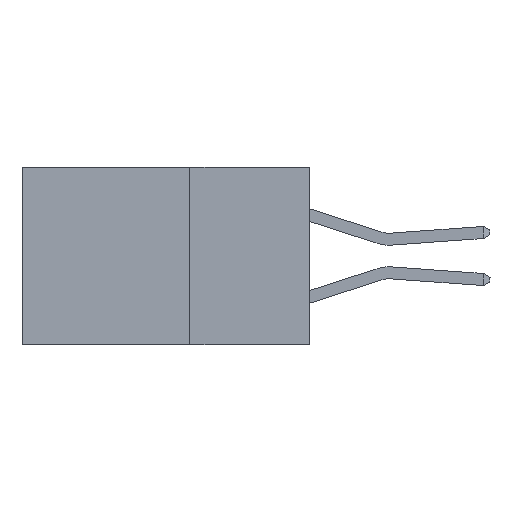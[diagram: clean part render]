
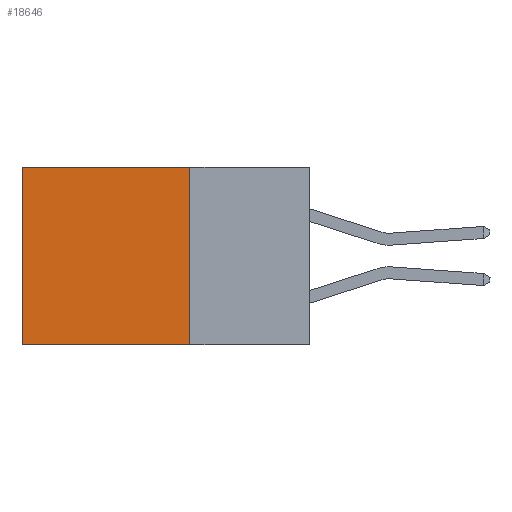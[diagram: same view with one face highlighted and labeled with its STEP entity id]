
A CAD part, left-side view. The second image highlights one B-rep face of the part: STEP entity #18646.
In plain terms, the highlighted planar face has unit normal (-1, 0, 0).
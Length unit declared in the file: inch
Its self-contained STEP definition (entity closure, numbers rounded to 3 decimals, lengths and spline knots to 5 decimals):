
#349 = ORIENTED_EDGE ( 'NONE', *, *, #2556, .F. ) ;
#434 = CARTESIAN_POINT ( 'NONE',  ( 0.298, 0.25, -0.37 ) ) ;
#798 = LINE ( 'NONE', #21906, #4241 ) ;
#803 = VECTOR ( 'NONE', #3781, 39.37008 ) ;
#1709 = CARTESIAN_POINT ( 'NONE',  ( 0.298, 0.25, 0. ) ) ;
#2245 = VECTOR ( 'NONE', #22138, 39.37008 ) ;
#2556 = EDGE_CURVE ( 'NONE', #14754, #14287, #17150, .T. ) ;
#2847 = ORIENTED_EDGE ( 'NONE', *, *, #18371, .T. ) ;
#3781 = DIRECTION ( 'NONE',  ( 0., 1., 0. ) ) ;
#4241 = VECTOR ( 'NONE', #21748, 39.37008 ) ;
#5136 = EDGE_CURVE ( 'NONE', #11632, #16769, #11365, .T. ) ;
#6205 = CARTESIAN_POINT ( 'NONE',  ( 0.298, 0.25, 0. ) ) ;
#6649 = CARTESIAN_POINT ( 'NONE',  ( 0.298, 0.6, 0. ) ) ;
#6676 = CARTESIAN_POINT ( 'NONE',  ( 0.298, 0.25, -0.37 ) ) ;
#6787 = LINE ( 'NONE', #20334, #2245 ) ;
#8120 = DIRECTION ( 'NONE',  ( 1., 0., 0. ) ) ;
#8146 = CARTESIAN_POINT ( 'NONE',  ( 0.298, 0.6, -0.37 ) ) ;
#11365 = LINE ( 'NONE', #18221, #803 ) ;
#11632 = VERTEX_POINT ( 'NONE', #1709 ) ;
#12031 = DIRECTION ( 'NONE',  ( 0., 1., 0. ) ) ;
#14287 = VERTEX_POINT ( 'NONE', #8146 ) ;
#14352 = VECTOR ( 'NONE', #12031, 39.37008 ) ;
#14678 = AXIS2_PLACEMENT_3D ( 'NONE', #6205, #8120, #18878 ) ;
#14754 = VERTEX_POINT ( 'NONE', #434 ) ;
#15190 = ORIENTED_EDGE ( 'NONE', *, *, #18512, .F. ) ;
#16769 = VERTEX_POINT ( 'NONE', #6649 ) ;
#16937 = EDGE_LOOP ( 'NONE', ( #2847, #349, #15190, #17287 ) ) ;
#17150 = LINE ( 'NONE', #6676, #14352 ) ;
#17287 = ORIENTED_EDGE ( 'NONE', *, *, #5136, .T. ) ;
#18221 = CARTESIAN_POINT ( 'NONE',  ( 0.298, 0.25, 0. ) ) ;
#18371 = EDGE_CURVE ( 'NONE', #16769, #14287, #798, .T. ) ;
#18512 = EDGE_CURVE ( 'NONE', #11632, #14754, #6787, .T. ) ;
#18646 = ADVANCED_FACE ( 'NONE', ( #21807 ), #20708, .F. ) ;
#18878 = DIRECTION ( 'NONE',  ( 0., 0., -1. ) ) ;
#20334 = CARTESIAN_POINT ( 'NONE',  ( 0.298, 0.25, 0. ) ) ;
#20708 = PLANE ( 'NONE',  #14678 ) ;
#21748 = DIRECTION ( 'NONE',  ( 0., 0., -1. ) ) ;
#21807 = FACE_OUTER_BOUND ( 'NONE', #16937, .T. ) ;
#21906 = CARTESIAN_POINT ( 'NONE',  ( 0.298, 0.6, 0. ) ) ;
#22138 = DIRECTION ( 'NONE',  ( 0., 0., -1. ) ) ;
